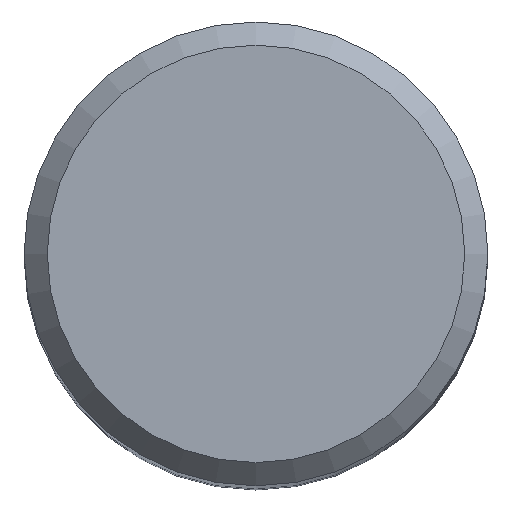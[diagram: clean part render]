
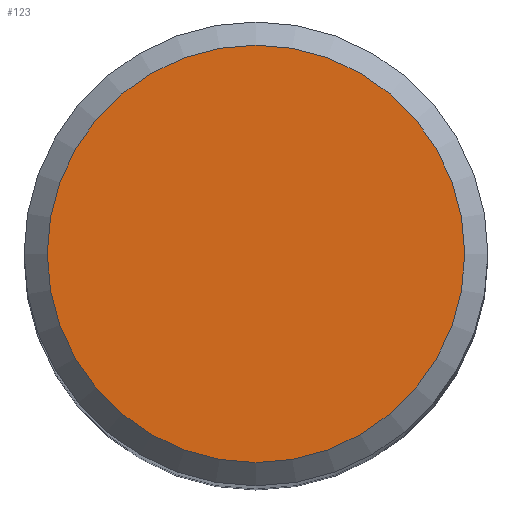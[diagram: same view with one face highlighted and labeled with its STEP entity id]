
A CAD part, top view. The second image highlights one B-rep face of the part: STEP entity #123.
In plain terms, the highlighted planar face has unit normal (0, 0, 1).
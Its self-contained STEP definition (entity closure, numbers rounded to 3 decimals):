
#7 = PLANE ( 'NONE',  #184 ) ;
#22 = DIRECTION ( 'NONE',  ( 0., 1., 0. ) ) ;
#30 = CIRCLE ( 'NONE', #193, 9. ) ;
#50 = ORIENTED_EDGE ( 'NONE', *, *, #207, .F. ) ;
#107 = EDGE_LOOP ( 'NONE', ( #50 ) ) ;
#112 = DIRECTION ( 'NONE',  ( 0., 1., 0. ) ) ;
#115 = CARTESIAN_POINT ( 'NONE',  ( 0., 0., 104. ) ) ;
#123 = ADVANCED_FACE ( 'NONE', ( #162 ), #7, .F. ) ;
#127 = CARTESIAN_POINT ( 'NONE',  ( 0., 0., 104. ) ) ;
#129 = DIRECTION ( 'NONE',  ( 0., 0., -1. ) ) ;
#162 = FACE_OUTER_BOUND ( 'NONE', #107, .T. ) ;
#166 = CARTESIAN_POINT ( 'NONE',  ( 0., 9., 104. ) ) ;
#181 = DIRECTION ( 'NONE',  ( 0., 0., -1. ) ) ;
#184 = AXIS2_PLACEMENT_3D ( 'NONE', #115, #181, #112 ) ;
#188 = VERTEX_POINT ( 'NONE', #166 ) ;
#193 = AXIS2_PLACEMENT_3D ( 'NONE', #127, #129, #22 ) ;
#207 = EDGE_CURVE ( 'NONE', #188, #188, #30, .T. ) ;
